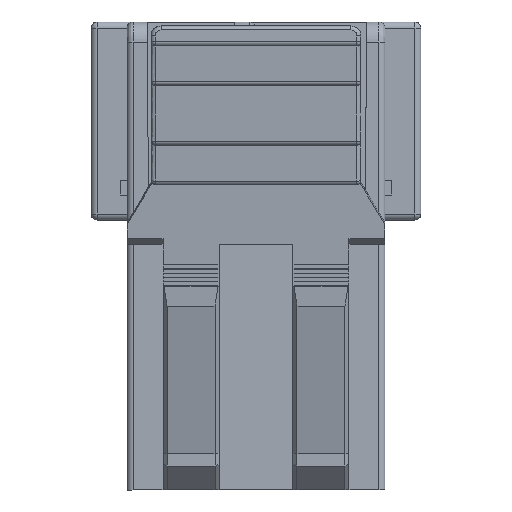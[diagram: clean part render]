
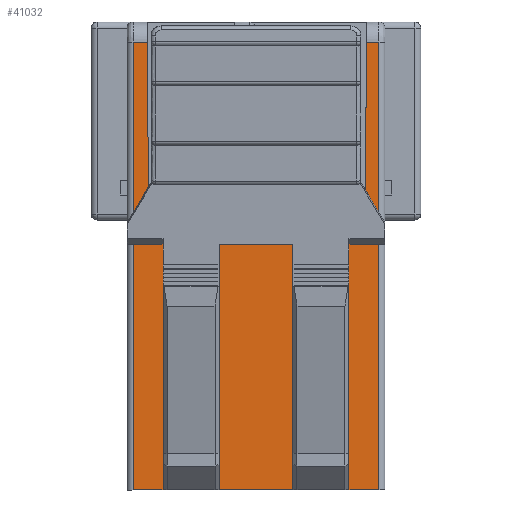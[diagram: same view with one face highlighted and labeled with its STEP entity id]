
A CAD part, left-side view. The second image highlights one B-rep face of the part: STEP entity #41032.
In plain terms, the highlighted planar face has unit normal (-1, 0, 0).
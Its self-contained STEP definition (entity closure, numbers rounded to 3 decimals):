
#34668=CARTESIAN_POINT('',(-4.75,2.9,44.));
#34669=VERTEX_POINT('',#34668);
#34677=CARTESIAN_POINT('',(-4.75,2.191,44.));
#34678=VERTEX_POINT('',#34677);
#34679=CARTESIAN_POINT('',(-4.75,2.9,44.));
#34680=DIRECTION('',(0.,-1.,0.));
#34681=VECTOR('',#34680,0.709);
#34682=LINE('',#34679,#34681);
#34683=EDGE_CURVE('',#34669,#34678,#34682,.T.);
#34735=CARTESIAN_POINT('',(-4.75,-2.191,44.));
#34736=VERTEX_POINT('',#34735);
#34737=CARTESIAN_POINT('',(-4.75,-2.9,44.));
#34738=VERTEX_POINT('',#34737);
#34739=CARTESIAN_POINT('',(-4.75,-2.191,44.));
#34740=DIRECTION('',(0.,-1.,0.));
#34741=VECTOR('',#34740,0.709);
#34742=LINE('',#34739,#34741);
#34743=EDGE_CURVE('',#34736,#34738,#34742,.T.);
#34839=CARTESIAN_POINT('',(-4.75,-8.7,35.));
#34840=VERTEX_POINT('',#34839);
#34847=CARTESIAN_POINT('',(-4.75,-8.779,44.));
#34848=VERTEX_POINT('',#34847);
#34849=CARTESIAN_POINT('',(-4.75,-8.779,44.));
#34850=DIRECTION('',(0.,0.009,-1.));
#34851=VECTOR('',#34850,9.);
#34852=LINE('',#34849,#34851);
#34853=EDGE_CURVE('',#34848,#34840,#34852,.T.);
#34873=CARTESIAN_POINT('',(-4.75,-9.4,44.));
#34874=VERTEX_POINT('',#34873);
#34875=CARTESIAN_POINT('',(-4.75,-9.4,44.));
#34876=DIRECTION('',(0.,1.,0.));
#34877=VECTOR('',#34876,0.621);
#34878=LINE('',#34875,#34877);
#34879=EDGE_CURVE('',#34874,#34848,#34878,.T.);
#40899=CARTESIAN_POINT('',(-4.75,-3.2,33.5));
#40900=DIRECTION('',(0.,1.,0.));
#40901=DIRECTION('',(-1.,0.,0.));
#40902=AXIS2_PLACEMENT_3D('',#40899,#40901,#40900);
#40903=PLANE('',#40902);
#40904=CARTESIAN_POINT('',(-4.75,-2.113,35.));
#40905=VERTEX_POINT('',#40904);
#40906=CARTESIAN_POINT('',(-4.75,2.113,35.));
#40907=VERTEX_POINT('',#40906);
#40908=CARTESIAN_POINT('',(-4.75,-2.113,35.));
#40909=DIRECTION('',(0.,1.,0.));
#40910=VECTOR('',#40909,4.225);
#40911=LINE('',#40908,#40910);
#40912=EDGE_CURVE('',#40905,#40907,#40911,.T.);
#40913=ORIENTED_EDGE('',*,*,#40912,.T.);
#40914=CARTESIAN_POINT('',(-4.75,2.191,44.));
#40915=DIRECTION('',(0.,-0.009,-1.));
#40916=VECTOR('',#40915,9.);
#40917=LINE('',#40914,#40916);
#40918=EDGE_CURVE('',#34678,#40907,#40917,.T.);
#40919=ORIENTED_EDGE('',*,*,#40918,.F.);
#40920=ORIENTED_EDGE('',*,*,#34683,.F.);
#40921=CARTESIAN_POINT('',(-4.75,2.9,21.6));
#40922=VERTEX_POINT('',#40921);
#40923=CARTESIAN_POINT('',(-4.75,2.9,21.6));
#40924=DIRECTION('',(0.,0.,1.));
#40925=VECTOR('',#40924,22.4);
#40926=LINE('',#40923,#40925);
#40927=EDGE_CURVE('',#40922,#34669,#40926,.T.);
#40928=ORIENTED_EDGE('',*,*,#40927,.F.);
#40929=CARTESIAN_POINT('',(-4.75,1.4,21.6));
#40930=VERTEX_POINT('',#40929);
#40931=CARTESIAN_POINT('',(-4.75,2.9,21.6));
#40932=DIRECTION('',(0.,-1.,0.));
#40933=VECTOR('',#40932,1.5);
#40934=LINE('',#40931,#40933);
#40935=EDGE_CURVE('',#40922,#40930,#40934,.T.);
#40936=ORIENTED_EDGE('',*,*,#40935,.T.);
#40937=CARTESIAN_POINT('',(-4.75,1.4,23.5));
#40938=VERTEX_POINT('',#40937);
#40939=CARTESIAN_POINT('',(-4.75,1.4,21.6));
#40940=DIRECTION('',(0.,0.,1.));
#40941=VECTOR('',#40940,1.9);
#40942=LINE('',#40939,#40941);
#40943=EDGE_CURVE('',#40930,#40938,#40942,.T.);
#40944=ORIENTED_EDGE('',*,*,#40943,.T.);
#40945=CARTESIAN_POINT('',(-4.75,-1.4,23.5));
#40946=VERTEX_POINT('',#40945);
#40947=CARTESIAN_POINT('',(-4.75,1.4,23.5));
#40948=DIRECTION('',(0.,-1.,0.));
#40949=VECTOR('',#40948,2.8);
#40950=LINE('',#40947,#40949);
#40951=EDGE_CURVE('',#40938,#40946,#40950,.T.);
#40952=ORIENTED_EDGE('',*,*,#40951,.T.);
#40953=CARTESIAN_POINT('',(-4.75,-1.4,21.6));
#40954=VERTEX_POINT('',#40953);
#40955=CARTESIAN_POINT('',(-4.75,-1.4,23.5));
#40956=DIRECTION('',(0.,0.,-1.));
#40957=VECTOR('',#40956,1.9);
#40958=LINE('',#40955,#40957);
#40959=EDGE_CURVE('',#40946,#40954,#40958,.T.);
#40960=ORIENTED_EDGE('',*,*,#40959,.T.);
#40961=CARTESIAN_POINT('',(-4.75,-5.1,21.6));
#40962=VERTEX_POINT('',#40961);
#40963=CARTESIAN_POINT('',(-4.75,-1.4,21.6));
#40964=DIRECTION('',(0.,-1.,0.));
#40965=VECTOR('',#40964,3.7);
#40966=LINE('',#40963,#40965);
#40967=EDGE_CURVE('',#40954,#40962,#40966,.T.);
#40968=ORIENTED_EDGE('',*,*,#40967,.T.);
#40969=CARTESIAN_POINT('',(-4.75,-5.1,23.5));
#40970=VERTEX_POINT('',#40969);
#40971=CARTESIAN_POINT('',(-4.75,-5.1,21.6));
#40972=DIRECTION('',(0.,0.,1.));
#40973=VECTOR('',#40972,1.9);
#40974=LINE('',#40971,#40973);
#40975=EDGE_CURVE('',#40962,#40970,#40974,.T.);
#40976=ORIENTED_EDGE('',*,*,#40975,.T.);
#40977=CARTESIAN_POINT('',(-4.75,-7.9,23.5));
#40978=VERTEX_POINT('',#40977);
#40979=CARTESIAN_POINT('',(-4.75,-5.1,23.5));
#40980=DIRECTION('',(0.,-1.,0.));
#40981=VECTOR('',#40980,2.8);
#40982=LINE('',#40979,#40981);
#40983=EDGE_CURVE('',#40970,#40978,#40982,.T.);
#40984=ORIENTED_EDGE('',*,*,#40983,.T.);
#40985=CARTESIAN_POINT('',(-4.75,-7.9,21.6));
#40986=VERTEX_POINT('',#40985);
#40987=CARTESIAN_POINT('',(-4.75,-7.9,21.6));
#40988=DIRECTION('',(0.,0.,1.));
#40989=VECTOR('',#40988,1.9);
#40990=LINE('',#40987,#40989);
#40991=EDGE_CURVE('',#40986,#40978,#40990,.T.);
#40992=ORIENTED_EDGE('',*,*,#40991,.F.);
#40993=CARTESIAN_POINT('',(-4.75,-9.4,21.6));
#40994=VERTEX_POINT('',#40993);
#40995=CARTESIAN_POINT('',(-4.75,-7.9,21.6));
#40996=DIRECTION('',(0.,-1.,0.));
#40997=VECTOR('',#40996,1.5);
#40998=LINE('',#40995,#40997);
#40999=EDGE_CURVE('',#40986,#40994,#40998,.T.);
#41000=ORIENTED_EDGE('',*,*,#40999,.T.);
#41001=CARTESIAN_POINT('',(-4.75,-9.4,44.));
#41002=DIRECTION('',(0.,0.,-1.));
#41003=VECTOR('',#41002,22.4);
#41004=LINE('',#41001,#41003);
#41005=EDGE_CURVE('',#34874,#40994,#41004,.T.);
#41006=ORIENTED_EDGE('',*,*,#41005,.F.);
#41007=ORIENTED_EDGE('',*,*,#34879,.T.);
#41008=ORIENTED_EDGE('',*,*,#34853,.T.);
#41009=CARTESIAN_POINT('',(-4.75,-2.9,35.));
#41010=VERTEX_POINT('',#41009);
#41011=CARTESIAN_POINT('',(-4.75,-8.7,35.));
#41012=DIRECTION('',(0.,1.,0.));
#41013=VECTOR('',#41012,5.8);
#41014=LINE('',#41011,#41013);
#41015=EDGE_CURVE('',#34840,#41010,#41014,.T.);
#41016=ORIENTED_EDGE('',*,*,#41015,.T.);
#41017=CARTESIAN_POINT('',(-4.75,-2.9,44.));
#41018=DIRECTION('',(0.,0.,-1.));
#41019=VECTOR('',#41018,9.);
#41020=LINE('',#41017,#41019);
#41021=EDGE_CURVE('',#34738,#41010,#41020,.T.);
#41022=ORIENTED_EDGE('',*,*,#41021,.F.);
#41023=ORIENTED_EDGE('',*,*,#34743,.F.);
#41024=CARTESIAN_POINT('',(-4.75,-2.113,35.));
#41025=DIRECTION('',(0.,-0.009,1.));
#41026=VECTOR('',#41025,9.);
#41027=LINE('',#41024,#41026);
#41028=EDGE_CURVE('',#40905,#34736,#41027,.T.);
#41029=ORIENTED_EDGE('',*,*,#41028,.F.);
#41030=EDGE_LOOP('',(#40913,#40919,#40920,#40928,#40936,#40944,#40952,#40960,#40968,#40976,#40984,#40992,#41000,#41006,#41007,#41008,#41016,#41022,#41023,#41029));
#41031=FACE_OUTER_BOUND('',#41030,.T.);
#41032=ADVANCED_FACE('',(#41031),#40903,.T.);
